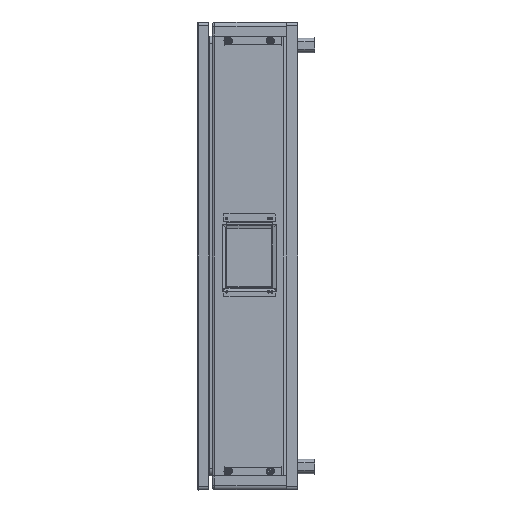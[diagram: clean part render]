
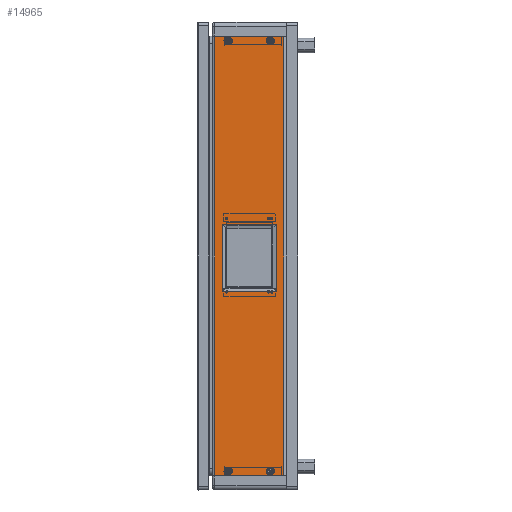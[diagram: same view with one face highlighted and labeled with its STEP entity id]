
A CAD part, left-side view. The second image highlights one B-rep face of the part: STEP entity #14965.
In plain terms, the highlighted planar face has unit normal (-1, 0, 0).
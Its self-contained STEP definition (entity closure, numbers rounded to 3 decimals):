
#215 = FACE_BOUND ( 'NONE', #16123, .T. ) ;
#606 = CARTESIAN_POINT ( 'NONE',  ( -295.049, 28.887, 579. ) ) ;
#621 = VERTEX_POINT ( 'NONE', #25596 ) ;
#1864 = EDGE_CURVE ( 'NONE', #17488, #17488, #23500, .T. ) ;
#2052 = DIRECTION ( 'NONE',  ( 0., 1., 0. ) ) ;
#2094 = CARTESIAN_POINT ( 'NONE',  ( -295.049, 80.387, 779.48 ) ) ;
#2141 = CARTESIAN_POINT ( 'NONE',  ( -295.049, 20.874, 779.5 ) ) ;
#2304 = VECTOR ( 'NONE', #11616, 1000. ) ;
#2609 = CARTESIAN_POINT ( 'NONE',  ( -295.049, 35.387, 775. ) ) ;
#2616 = AXIS2_PLACEMENT_3D ( 'NONE', #15173, #27251, #15907 ) ;
#2897 = EDGE_CURVE ( 'NONE', #621, #34329, #14598, .T. ) ;
#3108 = VERTEX_POINT ( 'NONE', #5491 ) ;
#3191 = FACE_BOUND ( 'NONE', #12206, .T. ) ;
#4338 = DIRECTION ( 'NONE',  ( 1., 0., 0. ) ) ;
#5426 = CARTESIAN_POINT ( 'NONE',  ( -295.049, 94.901, 310.5 ) ) ;
#5491 = CARTESIAN_POINT ( 'NONE',  ( -295.049, 35.387, 779.48 ) ) ;
#5615 = LINE ( 'NONE', #6412, #26922 ) ;
#5817 = LINE ( 'NONE', #5426, #6030 ) ;
#5961 = CARTESIAN_POINT ( 'NONE',  ( -295.049, 97.637, 310.5 ) ) ;
#6018 = DIRECTION ( 'NONE',  ( 0., 0., -1. ) ) ;
#6030 = VECTOR ( 'NONE', #6018, 1000. ) ;
#6177 = AXIS2_PLACEMENT_3D ( 'NONE', #19406, #4338, #13470 ) ;
#6335 = ORIENTED_EDGE ( 'NONE', *, *, #15859, .T. ) ;
#6357 = AXIS2_PLACEMENT_3D ( 'NONE', #5961, #30322, #36257 ) ;
#6412 = CARTESIAN_POINT ( 'NONE',  ( -295.049, 97.637, 310.5 ) ) ;
#8205 = LINE ( 'NONE', #17113, #22867 ) ;
#8699 = CARTESIAN_POINT ( 'NONE',  ( -295.049, 80.387, 775. ) ) ;
#8951 = FACE_BOUND ( 'NONE', #15016, .T. ) ;
#9047 = CARTESIAN_POINT ( 'NONE',  ( -295.049, 97.637, 779.5 ) ) ;
#9534 = FACE_OUTER_BOUND ( 'NONE', #26009, .T. ) ;
#10050 = VECTOR ( 'NONE', #21119, 1000. ) ;
#10218 = VECTOR ( 'NONE', #28892, 1000. ) ;
#10475 = VERTEX_POINT ( 'NONE', #35463 ) ;
#11535 = ORIENTED_EDGE ( 'NONE', *, *, #17369, .T. ) ;
#11542 = EDGE_CURVE ( 'NONE', #3108, #3108, #34572, .T. ) ;
#11616 = DIRECTION ( 'NONE',  ( 0., 0., -1. ) ) ;
#11960 = EDGE_LOOP ( 'NONE', ( #22204, #28236, #11535, #24575 ) ) ;
#12132 = VERTEX_POINT ( 'NONE', #13282 ) ;
#12206 = EDGE_LOOP ( 'NONE', ( #32630 ) ) ;
#12273 = EDGE_CURVE ( 'NONE', #12812, #12812, #39077, .T. ) ;
#12812 = VERTEX_POINT ( 'NONE', #33985 ) ;
#13080 = AXIS2_PLACEMENT_3D ( 'NONE', #2609, #32148, #14141 ) ;
#13282 = CARTESIAN_POINT ( 'NONE',  ( -295.049, 86.887, 507. ) ) ;
#13470 = DIRECTION ( 'NONE',  ( 0., 0., 1. ) ) ;
#13655 = EDGE_CURVE ( 'NONE', #29218, #29218, #15133, .T. ) ;
#13754 = VECTOR ( 'NONE', #30368, 1000. ) ;
#14115 = EDGE_LOOP ( 'NONE', ( #33835 ) ) ;
#14141 = DIRECTION ( 'NONE',  ( 0., 0., 1. ) ) ;
#14598 = LINE ( 'NONE', #9047, #10050 ) ;
#14965 = ADVANCED_FACE ( 'NONE', ( #9534, #3191, #8951, #215, #24200, #27555 ), #24396, .T. ) ;
#15016 = EDGE_LOOP ( 'NONE', ( #28979 ) ) ;
#15133 = CIRCLE ( 'NONE', #15756, 4.48 ) ;
#15173 = CARTESIAN_POINT ( 'NONE',  ( -295.049, 35.387, 315. ) ) ;
#15298 = CARTESIAN_POINT ( 'NONE',  ( -295.049, 20.874, 310.5 ) ) ;
#15577 = EDGE_CURVE ( 'NONE', #26073, #12132, #8205, .T. ) ;
#15729 = LINE ( 'NONE', #21280, #13754 ) ;
#15756 = AXIS2_PLACEMENT_3D ( 'NONE', #8699, #20771, #29861 ) ;
#15859 = EDGE_CURVE ( 'NONE', #24476, #34329, #28682, .T. ) ;
#15907 = DIRECTION ( 'NONE',  ( 0., 0., 1. ) ) ;
#16123 = EDGE_LOOP ( 'NONE', ( #32638 ) ) ;
#17113 = CARTESIAN_POINT ( 'NONE',  ( -295.049, 97.637, 507. ) ) ;
#17369 = EDGE_CURVE ( 'NONE', #12132, #33165, #24764, .T. ) ;
#17488 = VERTEX_POINT ( 'NONE', #37888 ) ;
#19406 = CARTESIAN_POINT ( 'NONE',  ( -295.049, 80.387, 315. ) ) ;
#20680 = DIRECTION ( 'NONE',  ( 0., 1., 0. ) ) ;
#20771 = DIRECTION ( 'NONE',  ( 1., 0., 0. ) ) ;
#20808 = CARTESIAN_POINT ( 'NONE',  ( -295.049, 28.887, 507. ) ) ;
#21119 = DIRECTION ( 'NONE',  ( 0., -1., 0. ) ) ;
#21280 = CARTESIAN_POINT ( 'NONE',  ( -295.049, 97.637, 579. ) ) ;
#22168 = CARTESIAN_POINT ( 'NONE',  ( -295.049, 86.887, 310.5 ) ) ;
#22201 = EDGE_CURVE ( 'NONE', #33165, #29384, #15729, .T. ) ;
#22204 = ORIENTED_EDGE ( 'NONE', *, *, #22886, .T. ) ;
#22867 = VECTOR ( 'NONE', #2052, 1000. ) ;
#22886 = EDGE_CURVE ( 'NONE', #29384, #26073, #30024, .T. ) ;
#23500 = CIRCLE ( 'NONE', #2616, 4.48 ) ;
#24200 = FACE_BOUND ( 'NONE', #14115, .T. ) ;
#24396 = PLANE ( 'NONE',  #6357 ) ;
#24476 = VERTEX_POINT ( 'NONE', #15298 ) ;
#24575 = ORIENTED_EDGE ( 'NONE', *, *, #22201, .T. ) ;
#24764 = LINE ( 'NONE', #22168, #27322 ) ;
#25283 = ORIENTED_EDGE ( 'NONE', *, *, #32097, .F. ) ;
#25596 = CARTESIAN_POINT ( 'NONE',  ( -295.049, 94.901, 779.5 ) ) ;
#25742 = CARTESIAN_POINT ( 'NONE',  ( -295.049, 20.874, 310.5 ) ) ;
#26009 = EDGE_LOOP ( 'NONE', ( #31133, #37896, #25283, #6335 ) ) ;
#26073 = VERTEX_POINT ( 'NONE', #20808 ) ;
#26922 = VECTOR ( 'NONE', #20680, 1000. ) ;
#27251 = DIRECTION ( 'NONE',  ( 1., 0., 0. ) ) ;
#27322 = VECTOR ( 'NONE', #34241, 1000. ) ;
#27555 = FACE_BOUND ( 'NONE', #11960, .T. ) ;
#27706 = CARTESIAN_POINT ( 'NONE',  ( -295.049, 86.887, 579. ) ) ;
#28236 = ORIENTED_EDGE ( 'NONE', *, *, #15577, .T. ) ;
#28682 = LINE ( 'NONE', #25742, #10218 ) ;
#28892 = DIRECTION ( 'NONE',  ( 0., 0., 1. ) ) ;
#28979 = ORIENTED_EDGE ( 'NONE', *, *, #13655, .T. ) ;
#29218 = VERTEX_POINT ( 'NONE', #2094 ) ;
#29384 = VERTEX_POINT ( 'NONE', #606 ) ;
#29861 = DIRECTION ( 'NONE',  ( 0., 0., 1. ) ) ;
#30024 = LINE ( 'NONE', #38753, #2304 ) ;
#30322 = DIRECTION ( 'NONE',  ( -1., 0., 0. ) ) ;
#30368 = DIRECTION ( 'NONE',  ( 0., -1., 0. ) ) ;
#30477 = EDGE_CURVE ( 'NONE', #621, #10475, #5817, .T. ) ;
#31133 = ORIENTED_EDGE ( 'NONE', *, *, #2897, .F. ) ;
#32097 = EDGE_CURVE ( 'NONE', #24476, #10475, #5615, .T. ) ;
#32148 = DIRECTION ( 'NONE',  ( 1., 0., 0. ) ) ;
#32630 = ORIENTED_EDGE ( 'NONE', *, *, #11542, .T. ) ;
#32638 = ORIENTED_EDGE ( 'NONE', *, *, #1864, .T. ) ;
#33165 = VERTEX_POINT ( 'NONE', #27706 ) ;
#33835 = ORIENTED_EDGE ( 'NONE', *, *, #12273, .T. ) ;
#33985 = CARTESIAN_POINT ( 'NONE',  ( -295.049, 80.387, 319.48 ) ) ;
#34241 = DIRECTION ( 'NONE',  ( 0., 0., 1. ) ) ;
#34329 = VERTEX_POINT ( 'NONE', #2141 ) ;
#34572 = CIRCLE ( 'NONE', #13080, 4.48 ) ;
#35463 = CARTESIAN_POINT ( 'NONE',  ( -295.049, 94.901, 310.5 ) ) ;
#36257 = DIRECTION ( 'NONE',  ( 0., 0., 1. ) ) ;
#37888 = CARTESIAN_POINT ( 'NONE',  ( -295.049, 35.387, 319.48 ) ) ;
#37896 = ORIENTED_EDGE ( 'NONE', *, *, #30477, .T. ) ;
#38753 = CARTESIAN_POINT ( 'NONE',  ( -295.049, 28.887, 310.5 ) ) ;
#39077 = CIRCLE ( 'NONE', #6177, 4.48 ) ;
